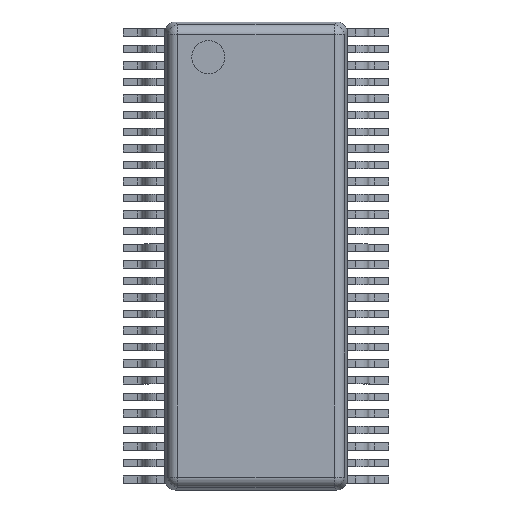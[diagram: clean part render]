
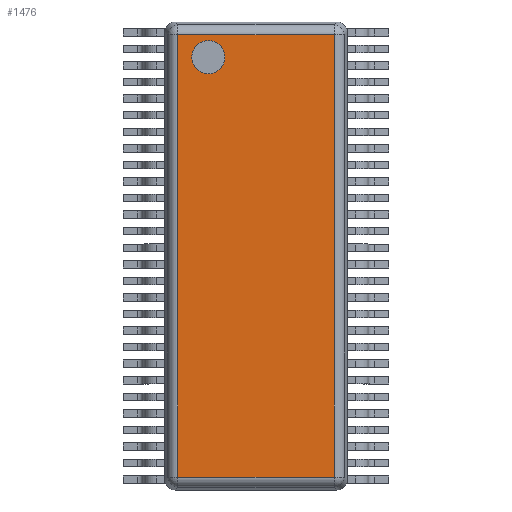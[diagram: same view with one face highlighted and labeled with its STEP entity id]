
A CAD part, top view. The second image highlights one B-rep face of the part: STEP entity #1476.
In plain terms, the highlighted face is planar.
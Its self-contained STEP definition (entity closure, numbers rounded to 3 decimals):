
#629=CARTESIAN_POINT('',(-1.15,0.45,-4.8));
#630=DIRECTION('',(0.,-1.,0.));
#631=DIRECTION('',(1.,0.,0.));
#632=AXIS2_PLACEMENT_3D('',#629,#630,#631);
#637=CARTESIAN_POINT('',(-1.15,0.45,-4.8));
#638=DIRECTION('',(0.,-1.,0.));
#639=DIRECTION('',(-1.,0.,0.));
#640=AXIS2_PLACEMENT_3D('',#637,#638,#639);
#645=DIRECTION('',(0.,0.,1.));
#646=VECTOR('',#645,10.675);
#647=CARTESIAN_POINT('',(-1.888,0.45,-5.338));
#648=LINE('',#647,#646);
#652=DIRECTION('',(-1.,0.,0.));
#653=VECTOR('',#652,3.775);
#654=CARTESIAN_POINT('',(1.888,0.45,-5.338));
#655=LINE('',#654,#653);
#659=DIRECTION('',(0.,0.,-1.));
#660=VECTOR('',#659,10.675);
#661=CARTESIAN_POINT('',(1.888,0.45,5.338));
#662=LINE('',#661,#660);
#666=DIRECTION('',(1.,0.,0.));
#667=VECTOR('',#666,3.775);
#668=CARTESIAN_POINT('',(-1.888,0.45,5.338));
#669=LINE('',#668,#667);
#840=CARTESIAN_POINT('',(-0.75,0.45,-4.8));
#841=CARTESIAN_POINT('',(-1.55,0.45,-4.8));
#842=VERTEX_POINT('',#840);
#843=VERTEX_POINT('',#841);
#856=CARTESIAN_POINT('',(-1.888,0.45,-5.338));
#857=CARTESIAN_POINT('',(-1.888,0.45,5.338));
#858=VERTEX_POINT('',#856);
#859=VERTEX_POINT('',#857);
#864=CARTESIAN_POINT('',(1.888,0.45,5.338));
#865=CARTESIAN_POINT('',(1.888,0.45,-5.338));
#866=VERTEX_POINT('',#864);
#867=VERTEX_POINT('',#865);
#1459=CARTESIAN_POINT('',(0.,0.45,0.));
#1460=DIRECTION('',(0.,1.,0.));
#1461=DIRECTION('',(1.,0.,0.));
#1462=AXIS2_PLACEMENT_3D('',#1459,#1460,#1461);
#1463=PLANE('',#1462);
#1464=ORIENTED_EDGE('',*,*,#1383,.F.);
#1465=ORIENTED_EDGE('',*,*,#1450,.F.);
#1466=ORIENTED_EDGE('',*,*,#1292,.F.);
#1467=ORIENTED_EDGE('',*,*,#1321,.F.);
#1468=EDGE_LOOP('',(#1464,#1465,#1466,#1467));
#1469=FACE_OUTER_BOUND('',#1468,.F.);
#1471=ORIENTED_EDGE('',*,*,#1470,.F.);
#1473=ORIENTED_EDGE('',*,*,#1472,.F.);
#1474=EDGE_LOOP('',(#1471,#1473));
#1475=FACE_BOUND('',#1474,.F.);
#633=CIRCLE('',#632,0.4);
#641=CIRCLE('',#640,0.4);
#1292=EDGE_CURVE('',#866,#867,#662,.T.);
#1321=EDGE_CURVE('',#859,#866,#669,.T.);
#1383=EDGE_CURVE('',#858,#859,#648,.T.);
#1450=EDGE_CURVE('',#867,#858,#655,.T.);
#1470=EDGE_CURVE('',#842,#843,#633,.T.);
#1472=EDGE_CURVE('',#843,#842,#641,.T.);
#1476=ADVANCED_FACE('',(#1469,#1475),#1463,.T.);
